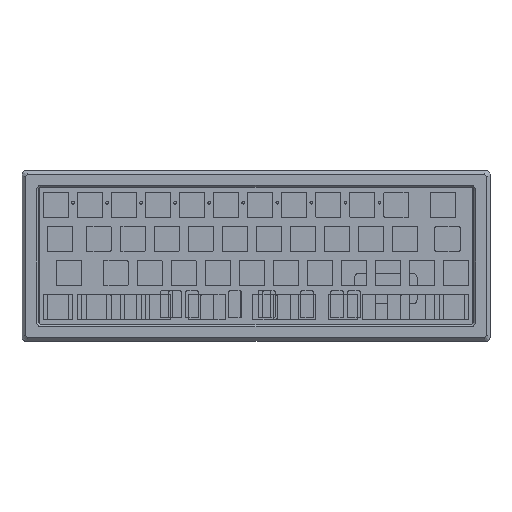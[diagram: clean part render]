
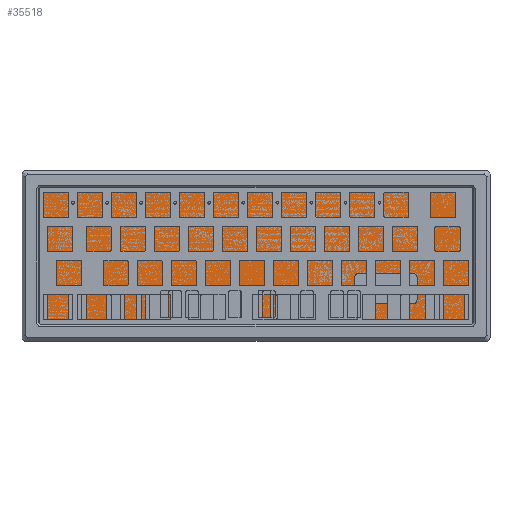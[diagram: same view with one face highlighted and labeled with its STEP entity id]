
A CAD part, top view. The second image highlights one B-rep face of the part: STEP entity #35518.
In plain terms, the highlighted planar face has unit normal (0, 0, 1).
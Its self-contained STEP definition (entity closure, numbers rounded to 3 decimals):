
#190=FACE_BOUND('',#3945,.T.);
#191=FACE_BOUND('',#3946,.T.);
#192=FACE_BOUND('',#3947,.T.);
#193=FACE_BOUND('',#3948,.T.);
#615=B_SPLINE_CURVE_WITH_KNOTS('',3,(#53285,#53286,#53287,#53288),
 .UNSPECIFIED.,.F.,.F.,(4,4),(-2.9,-2.057),
 .UNSPECIFIED.);
#984=PLANE('',#37763);
#2010=FACE_OUTER_BOUND('',#3944,.T.);
#3944=EDGE_LOOP('',(#24742,#24743,#24744,#24745,#24746,#24747,#24748,#24749,
#24750,#24751,#24752,#24753));
#3945=EDGE_LOOP('',(#24754));
#3946=EDGE_LOOP('',(#24755));
#3947=EDGE_LOOP('',(#24756));
#3948=EDGE_LOOP('',(#24757,#24758,#24759,#24760,#24761,#24762,#24763,#24764));
#6279=LINE('',#52985,#9592);
#6286=LINE('',#53003,#9599);
#6290=LINE('',#53019,#9603);
#6335=LINE('',#53167,#9648);
#6348=LINE('',#53208,#9661);
#6359=LINE('',#53283,#9672);
#6360=LINE('',#53289,#9673);
#6361=LINE('',#53293,#9674);
#6362=LINE('',#53297,#9675);
#6363=LINE('',#53301,#9676);
#6364=LINE('',#53305,#9677);
#9592=VECTOR('',#41917,10.);
#9599=VECTOR('',#41934,10.);
#9603=VECTOR('',#41946,10.);
#9648=VECTOR('',#42127,10.);
#9661=VECTOR('',#42172,10.);
#9672=VECTOR('',#42269,10.);
#9673=VECTOR('',#42270,10.);
#9674=VECTOR('',#42273,10.);
#9675=VECTOR('',#42276,10.);
#9676=VECTOR('',#42279,10.);
#9677=VECTOR('',#42282,10.);
#12861=CIRCLE('',#37704,2.);
#12869=CIRCLE('',#37720,2.);
#12881=CIRCLE('',#37743,2.4);
#12884=CIRCLE('',#37748,2.4);
#12887=CIRCLE('',#37753,2.4);
#12893=CIRCLE('',#37764,2.);
#12894=CIRCLE('',#37765,2.);
#12895=CIRCLE('',#37766,2.);
#12896=CIRCLE('',#37767,2.);
#12897=CIRCLE('',#37768,2.);
#12898=CIRCLE('',#37769,2.);
#14810=VERTEX_POINT('',#52982);
#14811=VERTEX_POINT('',#52984);
#14816=VERTEX_POINT('',#53000);
#14817=VERTEX_POINT('',#53002);
#14824=VERTEX_POINT('',#53016);
#14825=VERTEX_POINT('',#53018);
#14856=VERTEX_POINT('',#53154);
#14860=VERTEX_POINT('',#53165);
#14868=VERTEX_POINT('',#53195);
#14872=VERTEX_POINT('',#53206);
#14881=VERTEX_POINT('',#53242);
#14884=VERTEX_POINT('',#53251);
#14887=VERTEX_POINT('',#53260);
#14893=VERTEX_POINT('',#53282);
#14894=VERTEX_POINT('',#53284);
#14895=VERTEX_POINT('',#53291);
#14896=VERTEX_POINT('',#53292);
#14897=VERTEX_POINT('',#53294);
#14898=VERTEX_POINT('',#53296);
#14899=VERTEX_POINT('',#53298);
#14900=VERTEX_POINT('',#53300);
#14901=VERTEX_POINT('',#53302);
#14902=VERTEX_POINT('',#53304);
#18558=EDGE_CURVE('',#14810,#14811,#6279,.T.);
#18567=EDGE_CURVE('',#14816,#14817,#6286,.T.);
#18575=EDGE_CURVE('',#14824,#14825,#6290,.T.);
#18642=EDGE_CURVE('',#14816,#14856,#12861,.T.);
#18648=EDGE_CURVE('',#14860,#14856,#6335,.F.);
#18663=EDGE_CURVE('',#14810,#14868,#12869,.T.);
#18669=EDGE_CURVE('',#14872,#14868,#6348,.F.);
#18685=EDGE_CURVE('',#14881,#14881,#12881,.T.);
#18689=EDGE_CURVE('',#14884,#14884,#12884,.T.);
#18693=EDGE_CURVE('',#14887,#14887,#12887,.T.);
#18703=EDGE_CURVE('',#14872,#14825,#12893,.T.);
#18704=EDGE_CURVE('',#14893,#14824,#6359,.T.);
#18705=EDGE_CURVE('',#14894,#14893,#615,.T.);
#18706=EDGE_CURVE('',#14817,#14894,#6360,.T.);
#18707=EDGE_CURVE('',#14860,#14811,#12894,.T.);
#18708=EDGE_CURVE('',#14895,#14896,#6361,.F.);
#18709=EDGE_CURVE('',#14897,#14896,#12895,.T.);
#18710=EDGE_CURVE('',#14897,#14898,#6362,.F.);
#18711=EDGE_CURVE('',#14899,#14898,#12896,.T.);
#18712=EDGE_CURVE('',#14899,#14900,#6363,.F.);
#18713=EDGE_CURVE('',#14901,#14900,#12897,.T.);
#18714=EDGE_CURVE('',#14901,#14902,#6364,.F.);
#18715=EDGE_CURVE('',#14895,#14902,#12898,.T.);
#24742=ORIENTED_EDGE('',*,*,#18663,.T.);
#24743=ORIENTED_EDGE('',*,*,#18669,.F.);
#24744=ORIENTED_EDGE('',*,*,#18703,.T.);
#24745=ORIENTED_EDGE('',*,*,#18575,.F.);
#24746=ORIENTED_EDGE('',*,*,#18704,.F.);
#24747=ORIENTED_EDGE('',*,*,#18705,.F.);
#24748=ORIENTED_EDGE('',*,*,#18706,.F.);
#24749=ORIENTED_EDGE('',*,*,#18567,.F.);
#24750=ORIENTED_EDGE('',*,*,#18642,.T.);
#24751=ORIENTED_EDGE('',*,*,#18648,.F.);
#24752=ORIENTED_EDGE('',*,*,#18707,.T.);
#24753=ORIENTED_EDGE('',*,*,#18558,.F.);
#24754=ORIENTED_EDGE('',*,*,#18685,.T.);
#24755=ORIENTED_EDGE('',*,*,#18689,.T.);
#24756=ORIENTED_EDGE('',*,*,#18693,.T.);
#24757=ORIENTED_EDGE('',*,*,#18708,.T.);
#24758=ORIENTED_EDGE('',*,*,#18709,.F.);
#24759=ORIENTED_EDGE('',*,*,#18710,.T.);
#24760=ORIENTED_EDGE('',*,*,#18711,.F.);
#24761=ORIENTED_EDGE('',*,*,#18712,.T.);
#24762=ORIENTED_EDGE('',*,*,#18713,.F.);
#24763=ORIENTED_EDGE('',*,*,#18714,.T.);
#24764=ORIENTED_EDGE('',*,*,#18715,.F.);
#35518=ADVANCED_FACE('',(#2010,#190,#191,#192,#193),#984,.F.);
#37704=AXIS2_PLACEMENT_3D('',#53156,#42118,#42119);
#37720=AXIS2_PLACEMENT_3D('',#53197,#42163,#42164);
#37743=AXIS2_PLACEMENT_3D('',#53243,#42219,#42220);
#37748=AXIS2_PLACEMENT_3D('',#53252,#42230,#42231);
#37753=AXIS2_PLACEMENT_3D('',#53261,#42241,#42242);
#37763=AXIS2_PLACEMENT_3D('',#53280,#42265,#42266);
#37764=AXIS2_PLACEMENT_3D('',#53281,#42267,#42268);
#37765=AXIS2_PLACEMENT_3D('',#53290,#42271,#42272);
#37766=AXIS2_PLACEMENT_3D('',#53295,#42274,#42275);
#37767=AXIS2_PLACEMENT_3D('',#53299,#42277,#42278);
#37768=AXIS2_PLACEMENT_3D('',#53303,#42280,#42281);
#37769=AXIS2_PLACEMENT_3D('',#53306,#42283,#42284);
#41917=DIRECTION('',(-1.,0.,0.));
#41934=DIRECTION('',(1.,0.,0.));
#41946=DIRECTION('',(1.,0.,0.));
#42118=DIRECTION('center_axis',(0.,0.,1.));
#42119=DIRECTION('ref_axis',(-0.707,0.707,0.));
#42127=DIRECTION('',(0.,-1.,0.));
#42163=DIRECTION('center_axis',(0.,0.,1.));
#42164=DIRECTION('ref_axis',(0.707,-0.707,0.));
#42172=DIRECTION('',(0.,1.,0.));
#42219=DIRECTION('center_axis',(0.,0.,-1.));
#42220=DIRECTION('ref_axis',(-1.,0.,0.));
#42230=DIRECTION('center_axis',(0.,0.,-1.));
#42231=DIRECTION('ref_axis',(-1.,0.,0.));
#42241=DIRECTION('center_axis',(0.,0.,-1.));
#42242=DIRECTION('ref_axis',(-1.,0.,0.));
#42265=DIRECTION('center_axis',(0.,0.,-1.));
#42266=DIRECTION('ref_axis',(-1.,0.,0.));
#42267=DIRECTION('center_axis',(0.,0.,1.));
#42268=DIRECTION('ref_axis',(0.707,0.707,0.));
#42269=DIRECTION('',(0.,-1.,0.));
#42270=DIRECTION('',(0.,1.,0.));
#42271=DIRECTION('center_axis',(0.,0.,1.));
#42272=DIRECTION('ref_axis',(-0.707,-0.707,0.));
#42273=DIRECTION('',(0.,-1.,0.));
#42274=DIRECTION('center_axis',(0.,0.,1.));
#42275=DIRECTION('ref_axis',(-0.707,0.707,0.));
#42276=DIRECTION('',(-1.,0.,0.));
#42277=DIRECTION('center_axis',(0.,0.,1.));
#42278=DIRECTION('ref_axis',(0.707,0.707,0.));
#42279=DIRECTION('',(0.,1.,0.));
#42280=DIRECTION('center_axis',(0.,0.,1.));
#42281=DIRECTION('ref_axis',(0.707,-0.707,0.));
#42282=DIRECTION('',(1.,0.,0.));
#42283=DIRECTION('center_axis',(0.,0.,1.));
#42284=DIRECTION('ref_axis',(-0.707,-0.707,0.));
#52982=CARTESIAN_POINT('',(242.388,-78.2,-9.26));
#52984=CARTESIAN_POINT('',(0.5,-78.2,-9.26));
#52985=CARTESIAN_POINT('',(186.166,-78.2,-9.26));
#53000=CARTESIAN_POINT('',(0.5,2.,-9.26));
#53002=CARTESIAN_POINT('',(209.018,2.,-9.26));
#53003=CARTESIAN_POINT('',(56.722,2.,-9.26));
#53016=CARTESIAN_POINT('',(217.448,2.,-9.26));
#53018=CARTESIAN_POINT('',(242.388,2.,-9.26));
#53019=CARTESIAN_POINT('',(56.445,2.,-9.26));
#53154=CARTESIAN_POINT('',(-1.5,0.,-9.26));
#53156=CARTESIAN_POINT('Origin',(0.5,0.,
-9.26));
#53165=CARTESIAN_POINT('',(-1.5,-76.2,-9.26));
#53167=CARTESIAN_POINT('',(-1.5,-59.921,-9.26));
#53195=CARTESIAN_POINT('',(244.388,-76.2,-9.26));
#53197=CARTESIAN_POINT('Origin',(242.388,-76.2,-9.26));
#53206=CARTESIAN_POINT('',(244.388,0.,-9.26));
#53208=CARTESIAN_POINT('',(244.388,-13.821,-9.26));
#53242=CARTESIAN_POINT('',(123.844,-38.1,-9.26));
#53243=CARTESIAN_POINT('Origin',(121.444,-38.1,-9.26));
#53251=CARTESIAN_POINT('',(220.844,-38.1,-9.26));
#53252=CARTESIAN_POINT('Origin',(218.444,-38.1,-9.26));
#53260=CARTESIAN_POINT('',(26.844,-38.1,-9.26));
#53261=CARTESIAN_POINT('Origin',(24.444,-38.1,-9.26));
#53280=CARTESIAN_POINT('Origin',(120.89,-35.643,-9.26));
#53281=CARTESIAN_POINT('Origin',(242.388,0.,-9.26));
#53282=CARTESIAN_POINT('',(217.448,3.823,-9.26));
#53283=CARTESIAN_POINT('',(217.448,8.,-9.26));
#53284=CARTESIAN_POINT('',(209.018,3.823,-9.26));
#53285=CARTESIAN_POINT('Ctrl Pts',(209.018,3.823,-9.26));
#53286=CARTESIAN_POINT('Ctrl Pts',(211.832,3.823,-9.26));
#53287=CARTESIAN_POINT('Ctrl Pts',(214.634,3.823,-9.26));
#53288=CARTESIAN_POINT('Ctrl Pts',(217.448,3.823,-9.26));
#53289=CARTESIAN_POINT('',(209.018,8.,-9.26));
#53290=CARTESIAN_POINT('Origin',(0.5,-76.2,-9.26));
#53291=CARTESIAN_POINT('',(176.594,-62.706,-9.26));
#53292=CARTESIAN_POINT('',(176.594,-50.006,-9.26));
#53293=CARTESIAN_POINT('',(176.594,-49.175,-9.26));
#53294=CARTESIAN_POINT('',(178.594,-48.006,-9.26));
#53295=CARTESIAN_POINT('Origin',(178.594,-50.006,-9.26));
#53296=CARTESIAN_POINT('',(209.55,-48.006,-9.26));
#53297=CARTESIAN_POINT('',(149.742,-48.006,-9.26));
#53298=CARTESIAN_POINT('',(211.55,-50.006,-9.26));
#53299=CARTESIAN_POINT('Origin',(209.55,-50.006,-9.26));
#53300=CARTESIAN_POINT('',(211.55,-62.706,-9.26));
#53301=CARTESIAN_POINT('',(211.55,-42.825,-9.26));
#53302=CARTESIAN_POINT('',(209.55,-64.706,-9.26));
#53303=CARTESIAN_POINT('Origin',(209.55,-62.706,-9.26));
#53304=CARTESIAN_POINT('',(178.594,-64.706,-9.26));
#53305=CARTESIAN_POINT('',(165.22,-64.706,-9.26));
#53306=CARTESIAN_POINT('Origin',(178.594,-62.706,-9.26));
